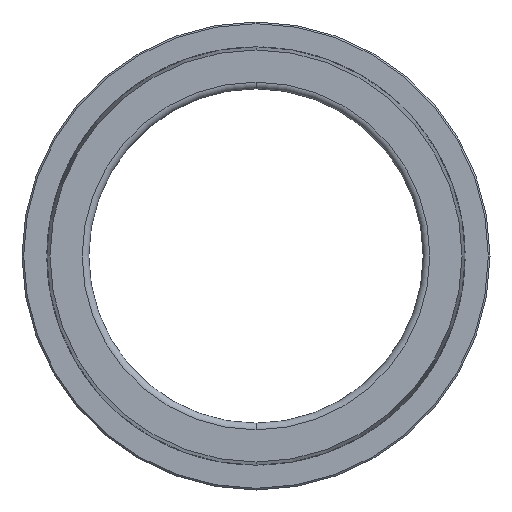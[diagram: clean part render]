
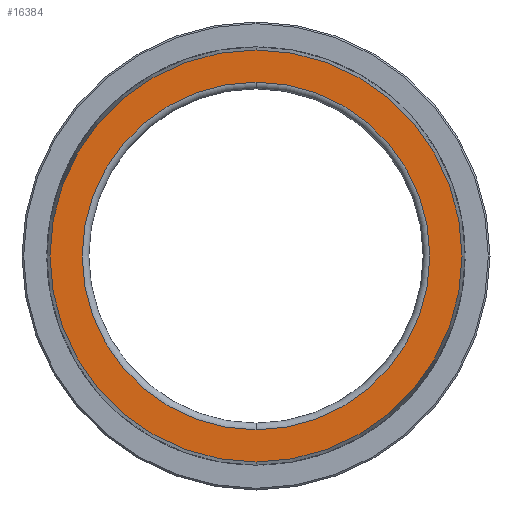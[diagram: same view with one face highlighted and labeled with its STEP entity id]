
A CAD part, front view. The second image highlights one B-rep face of the part: STEP entity #16384.
In plain terms, the highlighted planar face has unit normal (0, -1, 0).
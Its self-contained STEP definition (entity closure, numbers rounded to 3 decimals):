
#68 = DIRECTION ( 'NONE',  ( 0., 0., -1. ) ) ;
#1613 = DIRECTION ( 'NONE',  ( 0., 0., -1. ) ) ;
#1622 = ORIENTED_EDGE ( 'NONE', *, *, #10424, .T. ) ;
#1698 = FACE_BOUND ( 'NONE', #7490, .T. ) ;
#2238 = AXIS2_PLACEMENT_3D ( 'NONE', #16917, #16778, #5854 ) ;
#3472 = FACE_OUTER_BOUND ( 'NONE', #18426, .T. ) ;
#4147 = CIRCLE ( 'NONE', #2238, 61.625 ) ;
#4747 = DIRECTION ( 'NONE',  ( 0., 0., -1. ) ) ;
#5854 = DIRECTION ( 'NONE',  ( 0., 0., -1. ) ) ;
#7480 = AXIS2_PLACEMENT_3D ( 'NONE', #9505, #9428, #1613 ) ;
#7490 = EDGE_LOOP ( 'NONE', ( #11916, #11396 ) ) ;
#7753 = DIRECTION ( 'NONE',  ( 0., 0., -1. ) ) ;
#8519 = ORIENTED_EDGE ( 'NONE', *, *, #9794, .T. ) ;
#9404 = CARTESIAN_POINT ( 'NONE',  ( 52., -18.071, 0. ) ) ;
#9428 = DIRECTION ( 'NONE',  ( 0., -1., 0. ) ) ;
#9505 = CARTESIAN_POINT ( 'NONE',  ( 0., -18.071, 0. ) ) ;
#9676 = VERTEX_POINT ( 'NONE', #13787 ) ;
#9794 = EDGE_CURVE ( 'NONE', #13910, #9676, #20059, .T. ) ;
#10073 = EDGE_CURVE ( 'NONE', #18443, #14871, #11740, .T. ) ;
#10259 = CARTESIAN_POINT ( 'NONE',  ( 0., -18.071, 61.625 ) ) ;
#10424 = EDGE_CURVE ( 'NONE', #9676, #13910, #4147, .T. ) ;
#11396 = ORIENTED_EDGE ( 'NONE', *, *, #10073, .F. ) ;
#11740 = CIRCLE ( 'NONE', #15093, 52. ) ;
#11916 = ORIENTED_EDGE ( 'NONE', *, *, #17711, .F. ) ;
#13213 = AXIS2_PLACEMENT_3D ( 'NONE', #14396, #14254, #68 ) ;
#13787 = CARTESIAN_POINT ( 'NONE',  ( 0., -18.071, -61.625 ) ) ;
#13910 = VERTEX_POINT ( 'NONE', #10259 ) ;
#14109 = DIRECTION ( 'NONE',  ( 0., -1., 0. ) ) ;
#14254 = DIRECTION ( 'NONE',  ( 0., -1., 0. ) ) ;
#14396 = CARTESIAN_POINT ( 'NONE',  ( 0., -18.071, 0. ) ) ;
#14871 = VERTEX_POINT ( 'NONE', #14983 ) ;
#14976 = AXIS2_PLACEMENT_3D ( 'NONE', #9404, #14109, #4747 ) ;
#14983 = CARTESIAN_POINT ( 'NONE',  ( 0., -18.071, -52. ) ) ;
#15093 = AXIS2_PLACEMENT_3D ( 'NONE', #17136, #15621, #7753 ) ;
#15621 = DIRECTION ( 'NONE',  ( 0., -1., 0. ) ) ;
#16384 = ADVANCED_FACE ( 'NONE', ( #3472, #1698 ), #17538, .T. ) ;
#16778 = DIRECTION ( 'NONE',  ( 0., -1., 0. ) ) ;
#16917 = CARTESIAN_POINT ( 'NONE',  ( 0., -18.071, 0. ) ) ;
#17136 = CARTESIAN_POINT ( 'NONE',  ( 0., -18.071, 0. ) ) ;
#17357 = CARTESIAN_POINT ( 'NONE',  ( 0., -18.071, 52. ) ) ;
#17538 = PLANE ( 'NONE',  #14976 ) ;
#17711 = EDGE_CURVE ( 'NONE', #14871, #18443, #19342, .T. ) ;
#18426 = EDGE_LOOP ( 'NONE', ( #8519, #1622 ) ) ;
#18443 = VERTEX_POINT ( 'NONE', #17357 ) ;
#19342 = CIRCLE ( 'NONE', #13213, 52. ) ;
#20059 = CIRCLE ( 'NONE', #7480, 61.625 ) ;
